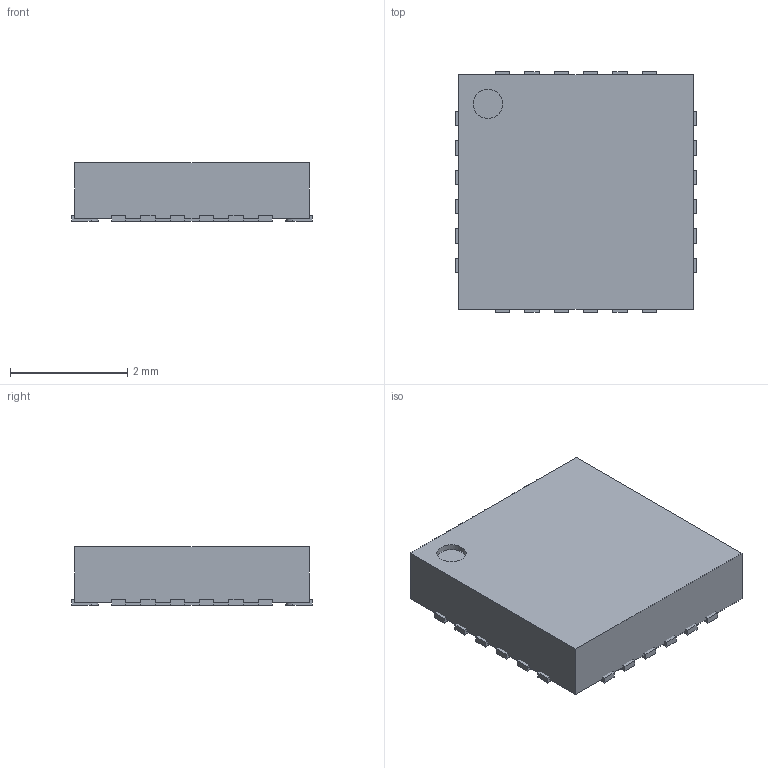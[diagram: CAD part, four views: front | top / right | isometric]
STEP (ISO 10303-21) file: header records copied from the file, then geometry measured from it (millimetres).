
FILE_DESCRIPTION(('CAx-IF Rec.Pracs.---Model Styling and Organization---1.5---2016-08-15','CAx-IF Rec.Pracs.---Geometric and Assembly Validation Properties---4.4---2016-08-17','CAx-IF Rec.Pracs.---User Defined Attributes---1.5---2016-08-15','CAx-IF Rec.Pracs.---External References---2.1---2005-01-19'),'2;1');
FILE_NAME('302414.2.1.step','2023-05-22T10:56:53',('Unspecified'),('Unspecified'),'CAD Exchanger 3.8.1 (cadexchanger.com)','Unspecified','');
FILE_SCHEMA(('AUTOMOTIVE_DESIGN { 1 0 10303 214 1 1 1 1 }'));
Length unit declared in the file: millimetre
Products named in the file (5): ASSEMBLY; Body; ThermalPin; PinsArrayLR; PinsArrayTB
Assembly tree (4 placements, depth 2):
  ASSEMBLY
    Body
    ThermalPin
    PinsArrayLR
    PinsArrayTB
Bounding box: 4.1 x 4.1 x 1 mm (x, y, z)
Volume: 16 mm3; surface area: 68.8 mm2
Topology: 26 solids, 26 shells, 158 faces, 315 edges, 210 vertices
Faces by surface type: plane 133, cylinder 25
Full cylindrical faces by diameter (mm): 0.5 x1
Entity records: 4272 total; most frequent: CARTESIAN_POINT 685, DIRECTION 685, ORIENTED_EDGE 630, EDGE_CURVE 315, LINE 265, VECTOR 265, AXIS2_PLACEMENT_3D 210, VERTEX_POINT 210
